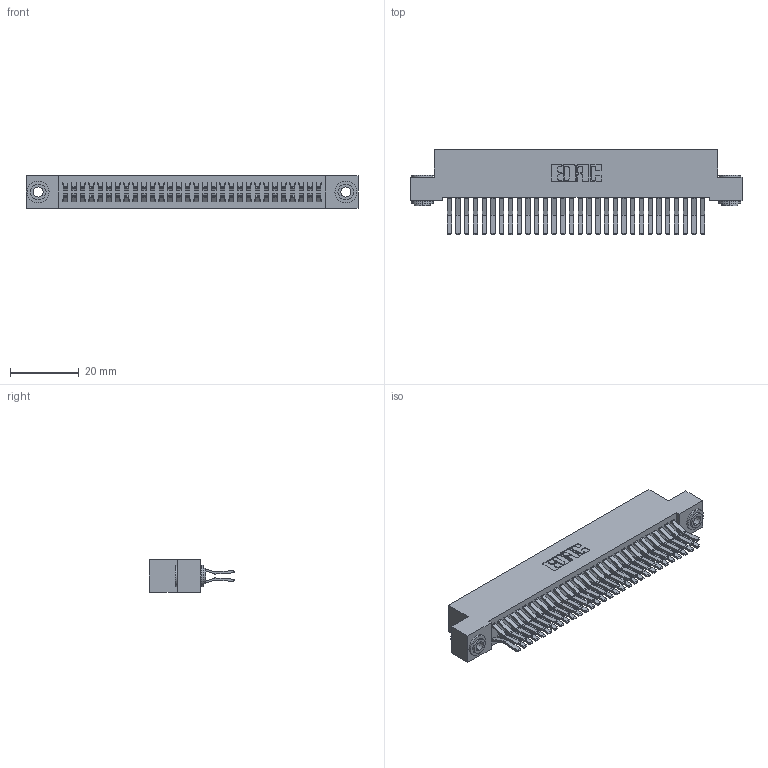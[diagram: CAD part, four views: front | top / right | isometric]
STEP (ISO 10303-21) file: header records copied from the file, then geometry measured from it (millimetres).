
FILE_DESCRIPTION (( 'STEP AP203' ), '1' );
FILE_NAME ('392-060-560-203.STEP', '2019-10-08T17:40:39', ( '' ), ( '' ), 'SwSTEP 2.0', 'SolidWorks 2016', '' );
FILE_SCHEMA (( 'CONFIG_CONTROL_DESIGN' ));
Length unit declared in the file: inch
Products named in the file (4): 342 Part_.156 TH; 345-292-001_560 Tail; 342-250-002_345-250-002-102; 392-060-560-203
Assembly tree (63 placements, depth 2):
  392-060-560-203
    342 Part_.156 TH
    345-292-001_560 Tail  x60
    342-250-002_345-250-002-102  x2
Bounding box: 96.52 x 24.78 x 9.4 mm (x, y, z)
Volume: 9032.3 mm3; surface area: 15565.2 mm2
Topology: 63 solids, 63 shells, 3388 faces, 10035 edges, 6606 vertices
Faces by surface type: plane 2236, cylinder 1144, cone 8
Entity records: 21458 total; most frequent: CARTESIAN_POINT 3545, ORIENTED_EDGE 3474, DIRECTION 3087, EDGE_CURVE 1737, LINE 1581, VECTOR 1581, VERTEX_POINT 1154, AXIS2_PLACEMENT_3D 753
